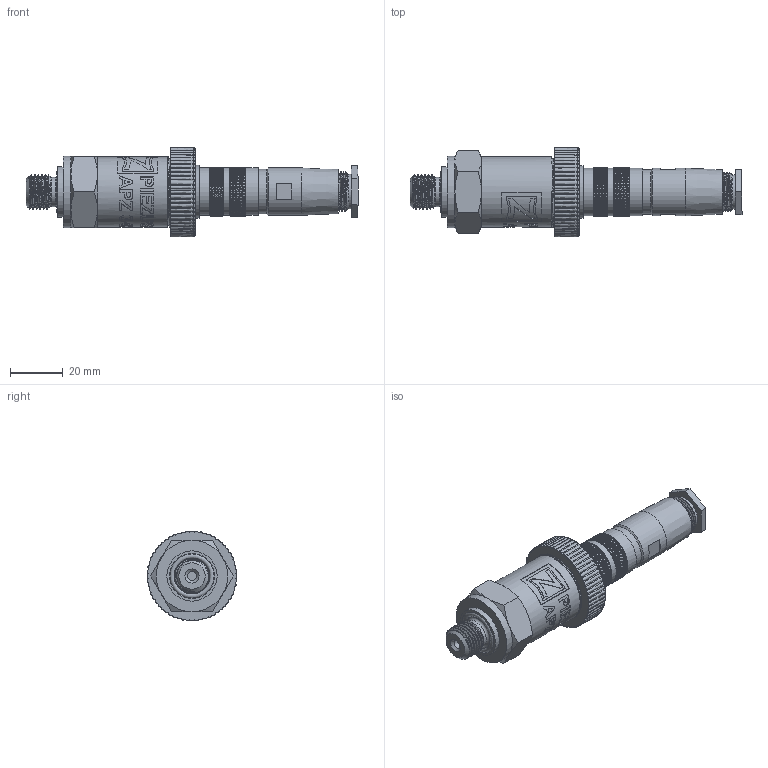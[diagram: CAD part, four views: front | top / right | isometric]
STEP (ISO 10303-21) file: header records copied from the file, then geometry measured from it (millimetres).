
FILE_DESCRIPTION(/* description */ (''),/* implementation_level */ '2;1');
FILE_NAME(/* name */ 'APZ3420_7_Binder723.step',/* time_stamp */ '2021-06-25T11:45:49+03:00',/* author */ (''),/* organization */ (''),/* preprocessor_version */ 'ST-DEVELOPER v18.1',/* originating_system */ 'Autodesk Translation Framework v10.9.0.1377',/* authorisation */ '');
FILE_SCHEMA (('AUTOMOTIVE_DESIGN { 1 0 10303 214 3 1 1 }'));
Length unit declared in the file: millimetre
Products named in the file (7): АПЗ 3420 в.2; G 1/4 DIN; OMAL nut M27x1.5 v8; Ш100.000.005 v4; Binder 723 assembly v4; Binder 723 female v10; Binder 723 male v8
Assembly tree (6 placements, depth 3):
  АПЗ 3420 в.2
    G 1/4 DIN
    OMAL nut M27x1.5 v8
    Ш100.000.005 v4
    Binder 723 assembly v4
      Binder 723 female v10
      Binder 723 male v8
Bounding box: 125.58 x 34 x 34 mm (x, y, z)
Volume: 46540.2 mm3; surface area: 20649.1 mm2
Topology: 8 solids, 8 shells, 3517 faces, 8904 edges, 5824 vertices
Faces by surface type: plane 2149, cylinder 617, bspline 438, cone 305, torus 8
Full cylindrical faces by diameter (mm): 1 x15, 1.5 x5, 3.3 x1, 10 x1, 11 x1, 11.445 x5, 11.8 x1, 12 x1, 13 x1, 13.5 x1, 13.741 x3, 14.884 x2, 15.044 x5, 15.2 x1, 15.908 x4, 16.7 x1, 16.8 x1, 17.044 x7, 17.283 x6, 17.6 x1, 17.908 x7, 18 x4, 18.124 x7, 18.161 x2, 19 x1, 20 x1, 21.4 x2, 22.3 x1, 22.4 x1, 24.5 x1
Entity records: 132794 total; most frequent: CARTESIAN_POINT 48794, DIRECTION 17871, ORIENTED_EDGE 17808, EDGE_CURVE 8904, AXIS2_PLACEMENT_3D 7715, VERTEX_POINT 5824, EDGE_LOOP 3946, ELLIPSE 3870
